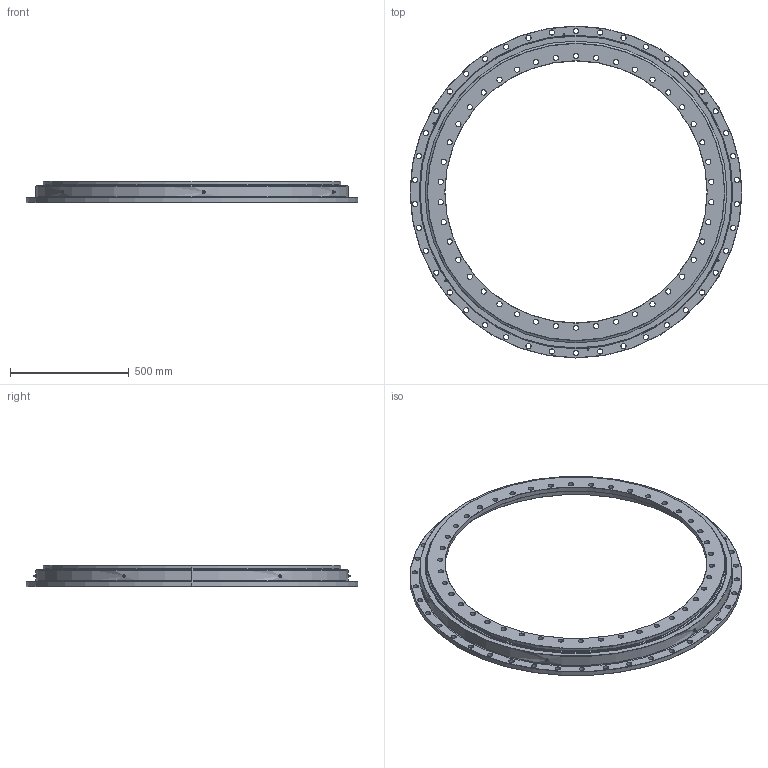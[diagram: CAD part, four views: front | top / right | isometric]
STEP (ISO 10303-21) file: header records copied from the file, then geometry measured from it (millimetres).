
FILE_DESCRIPTION (( 'STEP AP214' ), '1' );
FILE_NAME ('SD.1400.32.00.C.STEP', '2018-10-15T06:32:14', ( '' ), ( '' ), 'SwSTEP 2.0', 'SolidWorks 2016', '' );
FILE_SCHEMA (( 'AUTOMOTIVE_DESIGN' ));
Length unit declared in the file: millimetre
Products named in the file (7): A.1400.B32C.A1N.0 - OR Seal; A.1400.B32C.A1N.0 - IR Seal; Grease nipple M10x1mm; A.1400.B32C.A1N.0 - OR; Ball D32; A.1400.B32C.A1N.0 - IR; SD.1400.32.00.C
Assembly tree (115 placements, depth 2):
  SD.1400.32.00.C
    A.1400.B32C.A1N.0 - IR
    A.1400.B32C.A1N.0 - OR
    Ball D32  x105
    A.1400.B32C.A1N.0 - IR Seal
    A.1400.B32C.A1N.0 - OR Seal
    Grease nipple M10x1mm  x6
Bounding box: 1400 x 1400 x 90 mm (x, y, z)
Volume: 22169385.3 mm3; surface area: 3178572.7 mm2
Topology: 115 solids, 115 shells, 725 faces, 1994 edges, 1303 vertices
Faces by surface type: cylinder 244, sphere 210, cone 132, plane 76, torus 63
Entity records: 13174 total; most frequent: CARTESIAN_POINT 2776, DIRECTION 2308, ORIENTED_EDGE 1802, AXIS2_PLACEMENT_3D 1014, EDGE_CURVE 901, VERTEX_POINT 570, CIRCLE 549, EDGE_LOOP 541
